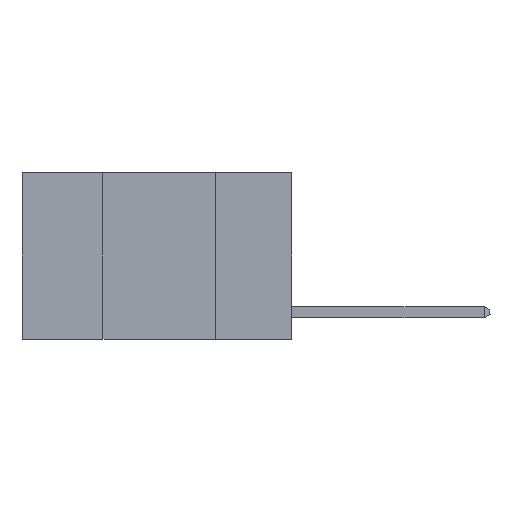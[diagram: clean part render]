
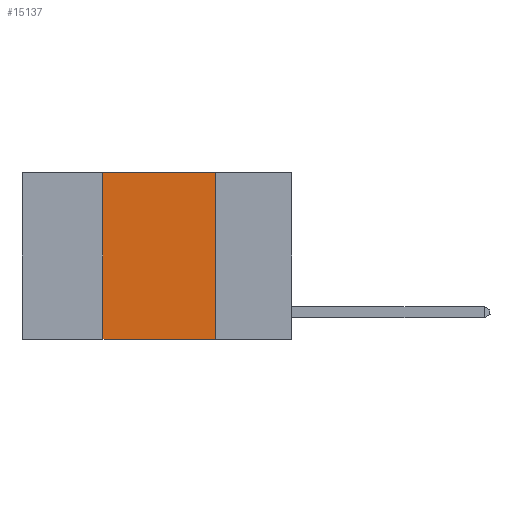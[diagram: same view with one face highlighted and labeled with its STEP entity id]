
A CAD part, left-side view. The second image highlights one B-rep face of the part: STEP entity #15137.
In plain terms, the highlighted planar face has unit normal (-1, 0, 0).
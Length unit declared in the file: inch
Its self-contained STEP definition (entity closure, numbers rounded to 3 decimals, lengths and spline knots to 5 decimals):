
#344 = DIRECTION ( 'NONE',  ( 1., 0., 0. ) ) ;
#539 = ORIENTED_EDGE ( 'NONE', *, *, #11270, .F. ) ;
#826 = LINE ( 'NONE', #13792, #12429 ) ;
#930 = ORIENTED_EDGE ( 'NONE', *, *, #1843, .F. ) ;
#1249 = CARTESIAN_POINT ( 'NONE',  ( 0., 0.17, 0. ) ) ;
#1454 = DIRECTION ( 'NONE',  ( 0., 0., -1. ) ) ;
#1843 = EDGE_CURVE ( 'NONE', #11342, #9322, #10339, .T. ) ;
#2416 = CARTESIAN_POINT ( 'NONE',  ( 0., 0.17, -0.37 ) ) ;
#3061 = LINE ( 'NONE', #6012, #3627 ) ;
#3627 = VECTOR ( 'NONE', #7819, 39.37008 ) ;
#3784 = CARTESIAN_POINT ( 'NONE',  ( 0., 0.42, 0. ) ) ;
#3833 = ORIENTED_EDGE ( 'NONE', *, *, #15298, .T. ) ;
#4409 = CARTESIAN_POINT ( 'NONE',  ( 0., 0.6, 0. ) ) ;
#5445 = VERTEX_POINT ( 'NONE', #11597 ) ;
#6012 = CARTESIAN_POINT ( 'NONE',  ( 0., 0.17, 0. ) ) ;
#6379 = FACE_OUTER_BOUND ( 'NONE', #14355, .T. ) ;
#7819 = DIRECTION ( 'NONE',  ( 0., 0., -1. ) ) ;
#7891 = EDGE_CURVE ( 'NONE', #9322, #7988, #3061, .T. ) ;
#7988 = VERTEX_POINT ( 'NONE', #2416 ) ;
#9322 = VERTEX_POINT ( 'NONE', #1249 ) ;
#9935 = VECTOR ( 'NONE', #15189, 39.37008 ) ;
#10068 = PLANE ( 'NONE',  #13406 ) ;
#10229 = DIRECTION ( 'NONE',  ( 0., -1., 0. ) ) ;
#10339 = LINE ( 'NONE', #4409, #9935 ) ;
#11270 = EDGE_CURVE ( 'NONE', #5445, #11342, #12930, .T. ) ;
#11342 = VERTEX_POINT ( 'NONE', #3784 ) ;
#11597 = CARTESIAN_POINT ( 'NONE',  ( 0., 0.42, -0.37 ) ) ;
#12356 = ORIENTED_EDGE ( 'NONE', *, *, #7891, .F. ) ;
#12429 = VECTOR ( 'NONE', #10229, 39.37008 ) ;
#12620 = VECTOR ( 'NONE', #14182, 39.37008 ) ;
#12930 = LINE ( 'NONE', #15286, #12620 ) ;
#13315 = CARTESIAN_POINT ( 'NONE',  ( 0., 0.6, 0. ) ) ;
#13406 = AXIS2_PLACEMENT_3D ( 'NONE', #13315, #344, #1454 ) ;
#13792 = CARTESIAN_POINT ( 'NONE',  ( 0., 0.6, -0.37 ) ) ;
#14182 = DIRECTION ( 'NONE',  ( 0., 0., 1. ) ) ;
#14355 = EDGE_LOOP ( 'NONE', ( #12356, #930, #539, #3833 ) ) ;
#15137 = ADVANCED_FACE ( 'NONE', ( #6379 ), #10068, .F. ) ;
#15189 = DIRECTION ( 'NONE',  ( 0., -1., 0. ) ) ;
#15286 = CARTESIAN_POINT ( 'NONE',  ( 0., 0.42, 0. ) ) ;
#15298 = EDGE_CURVE ( 'NONE', #5445, #7988, #826, .T. ) ;
